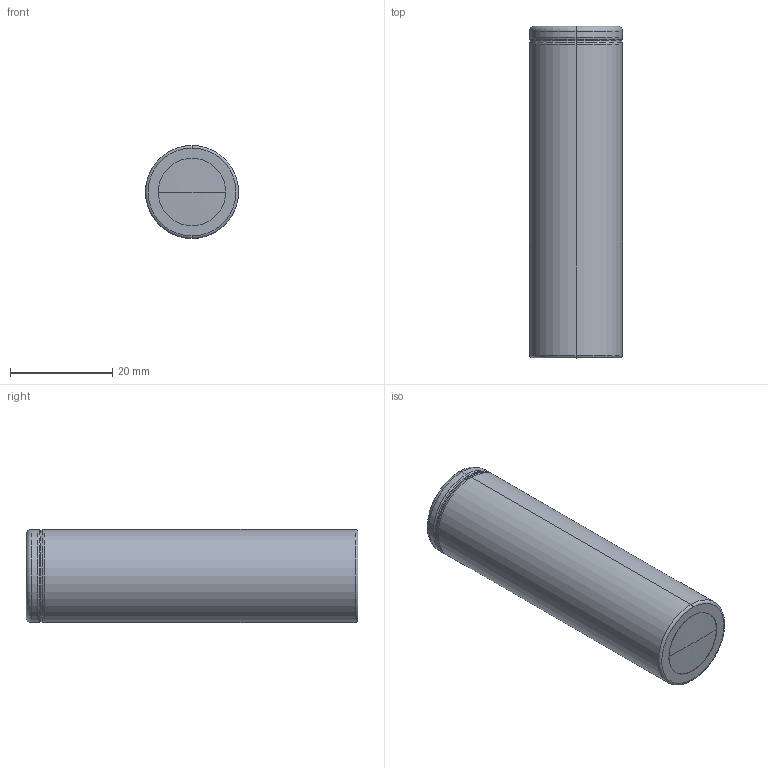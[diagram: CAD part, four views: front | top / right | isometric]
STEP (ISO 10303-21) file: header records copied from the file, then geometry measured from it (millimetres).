
FILE_DESCRIPTION (( 'STEP AP214' ), '1' );
FILE_NAME ('4116A990-6D56-4DFB-B96B-ABF41A1E3529.STEP', '2024-10-25T10:06:22', ( '' ), ( '' ), 'SwSTEP 2.0', 'SolidWorks 2022', '' );
FILE_SCHEMA (( 'AUTOMOTIVE_DESIGN' ));
Length unit declared in the file: millimetre
Products named in the file (1): 4116A990-6D56-4DFB-B96B-ABF41A1E3529
Bounding box: 18.2 x 64.9 x 18.2 mm (x, y, z)
Volume: 16801.8 mm3; surface area: 4325.9 mm2
Topology: 1 solids, 1 shells, 70 faces, 168 edges, 95 vertices
Faces by surface type: cylinder 24, torus 16, plane 14, cone 8, bspline 6, sphere 2
Entity records: 2500 total; most frequent: CARTESIAN_POINT 598, DIRECTION 359, ORIENTED_EDGE 324, EDGE_CURVE 162, AXIS2_PLACEMENT_3D 156, VERTEX_POINT 95, CIRCLE 91, EDGE_LOOP 75
